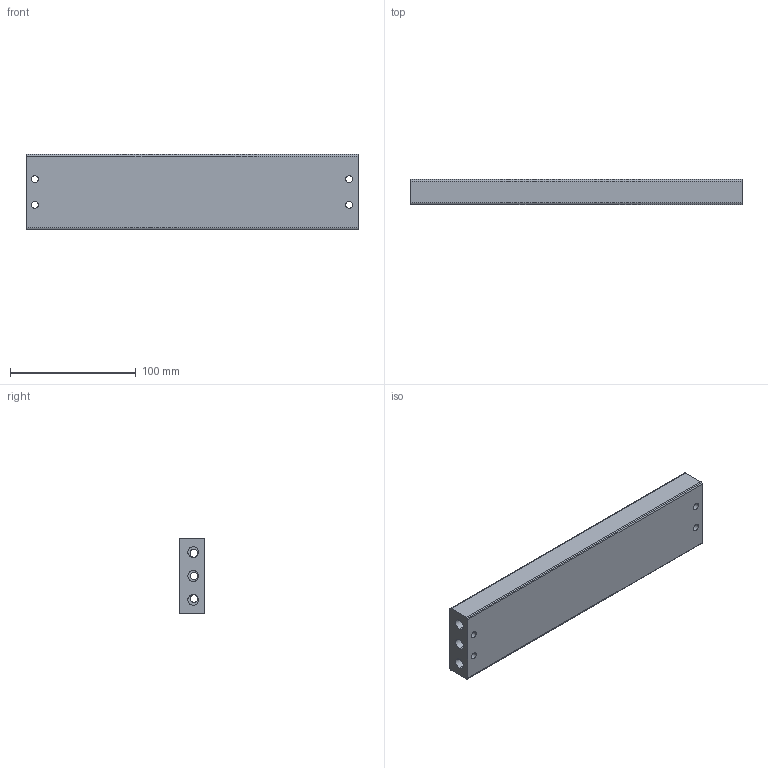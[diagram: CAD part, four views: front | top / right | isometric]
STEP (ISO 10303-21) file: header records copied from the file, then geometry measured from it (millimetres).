
FILE_DESCRIPTION((''),'2;1');
FILE_NAME('00_060_2.stp','2002-11-27T22:05:22',('Branislav Petkovic'),('AZ Pneumatica'),'AutoCAD STEP 2000i','AutoCAD 2000i','Via J. F. Kennedy, 26, 20020 Misinto (MI), ITALY');
FILE_SCHEMA(('CONFIG_CONTROL_DESIGN'));
Length unit declared in the file: millimetre
Products named in the file (2): 00_060_2; PART1
Assembly tree (1 placements, depth 2):
  00_060_2
    PART1
Bounding box: 264 x 20 x 60 mm (x, y, z)
Surface area: 68251.7 mm2 (no closed solid volume)
Topology: 0 solids, 1 shells, 316 faces, 854 edges, 576 vertices
Faces by surface type: cylinder 214, plane 102
Entity records: 13973 total; most frequent: CARTESIAN_POINT 5638, ORIENTED_EDGE 1708, DIRECTION 1658, EDGE_CURVE 854, AXIS2_PLACEMENT_3D 686, VERTEX_POINT 576, EDGE_LOOP 486, CIRCLE 368
